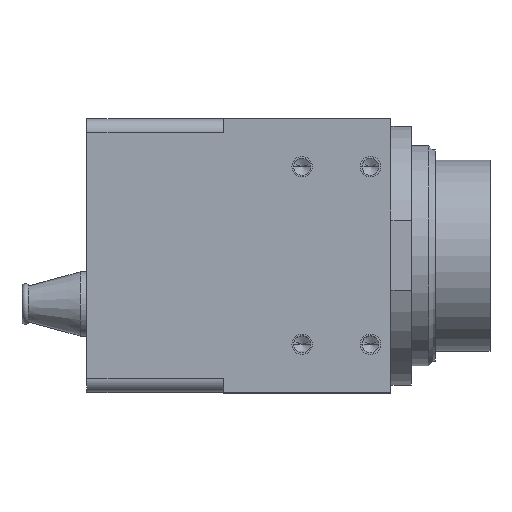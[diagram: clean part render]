
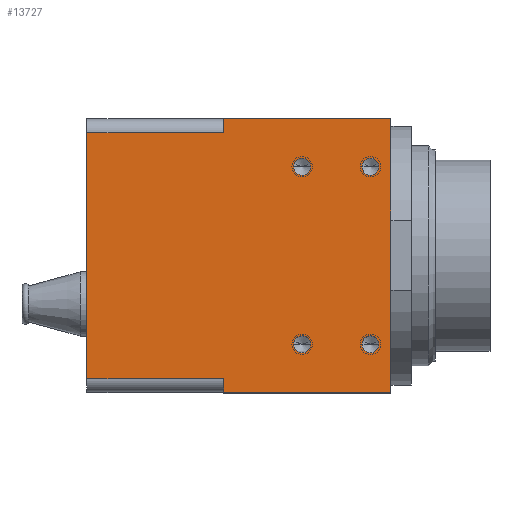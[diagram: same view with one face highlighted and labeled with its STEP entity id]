
A CAD part, top view. The second image highlights one B-rep face of the part: STEP entity #13727.
In plain terms, the highlighted planar face has unit normal (0, 0, 1).
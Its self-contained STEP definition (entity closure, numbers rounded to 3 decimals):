
#1909=DIRECTION('',(1.,0.,0.));
#1910=VECTOR('',#1909,24.5);
#1911=CARTESIAN_POINT('',(1.5,-20.,38.));
#1912=LINE('',#1911,#1910);
#3059=DIRECTION('',(0.,-1.,0.));
#3060=VECTOR('',#3059,36.);
#3061=CARTESIAN_POINT('',(-18.5,18.,38.));
#3062=LINE('',#3061,#3060);
#3737=CARTESIAN_POINT('',(23.,-13.,38.));
#3738=DIRECTION('',(0.,0.,1.));
#3739=DIRECTION('',(-1.,0.,0.));
#3740=AXIS2_PLACEMENT_3D('',#3737,#3738,#3739);
#3742=CARTESIAN_POINT('',(23.,-13.,38.));
#3743=DIRECTION('',(0.,0.,1.));
#3744=DIRECTION('',(1.,0.,0.));
#3745=AXIS2_PLACEMENT_3D('',#3742,#3743,#3744);
#3747=CARTESIAN_POINT('',(13.,-13.,38.));
#3748=DIRECTION('',(0.,0.,1.));
#3749=DIRECTION('',(-1.,0.,0.));
#3750=AXIS2_PLACEMENT_3D('',#3747,#3748,#3749);
#3752=CARTESIAN_POINT('',(13.,-13.,38.));
#3753=DIRECTION('',(0.,0.,1.));
#3754=DIRECTION('',(1.,0.,0.));
#3755=AXIS2_PLACEMENT_3D('',#3752,#3753,#3754);
#3757=CARTESIAN_POINT('',(23.,13.,38.));
#3758=DIRECTION('',(0.,0.,-1.));
#3759=DIRECTION('',(-1.,0.,0.));
#3760=AXIS2_PLACEMENT_3D('',#3757,#3758,#3759);
#3762=CARTESIAN_POINT('',(23.,13.,38.));
#3763=DIRECTION('',(0.,0.,-1.));
#3764=DIRECTION('',(1.,0.,0.));
#3765=AXIS2_PLACEMENT_3D('',#3762,#3763,#3764);
#3767=CARTESIAN_POINT('',(13.,13.,38.));
#3768=DIRECTION('',(0.,0.,-1.));
#3769=DIRECTION('',(-1.,0.,0.));
#3770=AXIS2_PLACEMENT_3D('',#3767,#3768,#3769);
#3772=CARTESIAN_POINT('',(13.,13.,38.));
#3773=DIRECTION('',(0.,0.,-1.));
#3774=DIRECTION('',(1.,0.,0.));
#3775=AXIS2_PLACEMENT_3D('',#3772,#3773,#3774);
#3777=DIRECTION('',(0.,-1.,0.));
#3778=VECTOR('',#3777,2.);
#3779=CARTESIAN_POINT('',(1.5,-18.,38.));
#3780=LINE('',#3779,#3778);
#3781=DIRECTION('',(-1.,0.,0.));
#3782=VECTOR('',#3781,20.);
#3783=CARTESIAN_POINT('',(1.5,-18.,38.));
#3784=LINE('',#3783,#3782);
#3785=DIRECTION('',(-1.,0.,0.));
#3786=VECTOR('',#3785,20.);
#3787=CARTESIAN_POINT('',(1.5,18.,38.));
#3788=LINE('',#3787,#3786);
#3789=DIRECTION('',(0.,-1.,0.));
#3790=VECTOR('',#3789,2.);
#3791=CARTESIAN_POINT('',(1.5,20.,38.));
#3792=LINE('',#3791,#3790);
#3793=DIRECTION('',(1.,0.,0.));
#3794=VECTOR('',#3793,24.5);
#3795=CARTESIAN_POINT('',(1.5,20.,38.));
#3796=LINE('',#3795,#3794);
#3913=DIRECTION('',(0.,-1.,0.));
#3914=VECTOR('',#3913,40.);
#3915=CARTESIAN_POINT('',(26.,20.,38.));
#3916=LINE('',#3915,#3914);
#7291=CARTESIAN_POINT('',(26.,20.,38.));
#7293=VERTEX_POINT('',#7291);
#7294=CARTESIAN_POINT('',(26.,-20.,38.));
#7295=VERTEX_POINT('',#7294);
#7302=CARTESIAN_POINT('',(1.5,20.,38.));
#7303=VERTEX_POINT('',#7302);
#7304=CARTESIAN_POINT('',(1.5,-20.,38.));
#7305=VERTEX_POINT('',#7304);
#7662=CARTESIAN_POINT('',(21.75,-13.,38.));
#7663=CARTESIAN_POINT('',(24.25,-13.,38.));
#7664=VERTEX_POINT('',#7662);
#7665=VERTEX_POINT('',#7663);
#7672=CARTESIAN_POINT('',(21.75,13.,38.));
#7673=CARTESIAN_POINT('',(24.25,13.,38.));
#7674=VERTEX_POINT('',#7672);
#7675=VERTEX_POINT('',#7673);
#7682=CARTESIAN_POINT('',(11.75,13.,38.));
#7683=CARTESIAN_POINT('',(14.25,13.,38.));
#7684=VERTEX_POINT('',#7682);
#7685=VERTEX_POINT('',#7683);
#7692=CARTESIAN_POINT('',(11.75,-13.,38.));
#7693=CARTESIAN_POINT('',(14.25,-13.,38.));
#7694=VERTEX_POINT('',#7692);
#7695=VERTEX_POINT('',#7693);
#8744=CARTESIAN_POINT('',(-18.5,18.,38.));
#8746=VERTEX_POINT('',#8744);
#8749=CARTESIAN_POINT('',(-18.5,-18.,38.));
#8751=VERTEX_POINT('',#8749);
#9060=CARTESIAN_POINT('',(1.5,18.,38.));
#9062=VERTEX_POINT('',#9060);
#9065=CARTESIAN_POINT('',(1.5,-18.,38.));
#9067=VERTEX_POINT('',#9065);
#13686=CARTESIAN_POINT('',(0.,20.,38.));
#13687=DIRECTION('',(0.,0.,1.));
#13688=DIRECTION('',(0.,-1.,0.));
#13689=AXIS2_PLACEMENT_3D('',#13686,#13687,#13688);
#13690=PLANE('',#13689);
#13691=ORIENTED_EDGE('',*,*,#10298,.F.);
#13693=ORIENTED_EDGE('',*,*,#13692,.T.);
#13694=ORIENTED_EDGE('',*,*,#12584,.F.);
#13695=ORIENTED_EDGE('',*,*,#13679,.F.);
#13696=ORIENTED_EDGE('',*,*,#10286,.F.);
#13697=ORIENTED_EDGE('',*,*,#10865,.T.);
#13699=ORIENTED_EDGE('',*,*,#13698,.T.);
#13700=ORIENTED_EDGE('',*,*,#11907,.F.);
#13701=EDGE_LOOP('',(#13691,#13693,#13694,#13695,#13696,#13697,#13699,#13700));
#13702=FACE_OUTER_BOUND('',#13701,.F.);
#13704=ORIENTED_EDGE('',*,*,#13703,.T.);
#13706=ORIENTED_EDGE('',*,*,#13705,.T.);
#13707=EDGE_LOOP('',(#13704,#13706));
#13708=FACE_BOUND('',#13707,.F.);
#13710=ORIENTED_EDGE('',*,*,#13709,.T.);
#13712=ORIENTED_EDGE('',*,*,#13711,.T.);
#13713=EDGE_LOOP('',(#13710,#13712));
#13714=FACE_BOUND('',#13713,.F.);
#13716=ORIENTED_EDGE('',*,*,#13715,.F.);
#13718=ORIENTED_EDGE('',*,*,#13717,.F.);
#13719=EDGE_LOOP('',(#13716,#13718));
#13720=FACE_BOUND('',#13719,.F.);
#13722=ORIENTED_EDGE('',*,*,#13721,.F.);
#13724=ORIENTED_EDGE('',*,*,#13723,.F.);
#13725=EDGE_LOOP('',(#13722,#13724));
#13726=FACE_BOUND('',#13725,.F.);
#13727=ADVANCED_FACE('',(#13702,#13708,#13714,#13720,#13726),#13690,.T.);
#3741=CIRCLE('',#3740,1.25);
#3746=CIRCLE('',#3745,1.25);
#3751=CIRCLE('',#3750,1.25);
#3756=CIRCLE('',#3755,1.25);
#3761=CIRCLE('',#3760,1.25);
#3766=CIRCLE('',#3765,1.25);
#3771=CIRCLE('',#3770,1.25);
#3776=CIRCLE('',#3775,1.25);
#10286=EDGE_CURVE('',#7303,#9062,#3792,.T.);
#10298=EDGE_CURVE('',#9067,#7305,#3780,.T.);
#10865=EDGE_CURVE('',#7303,#7293,#3796,.T.);
#11907=EDGE_CURVE('',#7305,#7295,#1912,.T.);
#12584=EDGE_CURVE('',#8746,#8751,#3062,.T.);
#13679=EDGE_CURVE('',#9062,#8746,#3788,.T.);
#13692=EDGE_CURVE('',#9067,#8751,#3784,.T.);
#13698=EDGE_CURVE('',#7293,#7295,#3916,.T.);
#13703=EDGE_CURVE('',#7664,#7665,#3741,.T.);
#13705=EDGE_CURVE('',#7665,#7664,#3746,.T.);
#13709=EDGE_CURVE('',#7694,#7695,#3751,.T.);
#13711=EDGE_CURVE('',#7695,#7694,#3756,.T.);
#13715=EDGE_CURVE('',#7674,#7675,#3761,.T.);
#13717=EDGE_CURVE('',#7675,#7674,#3766,.T.);
#13721=EDGE_CURVE('',#7684,#7685,#3771,.T.);
#13723=EDGE_CURVE('',#7685,#7684,#3776,.T.);
